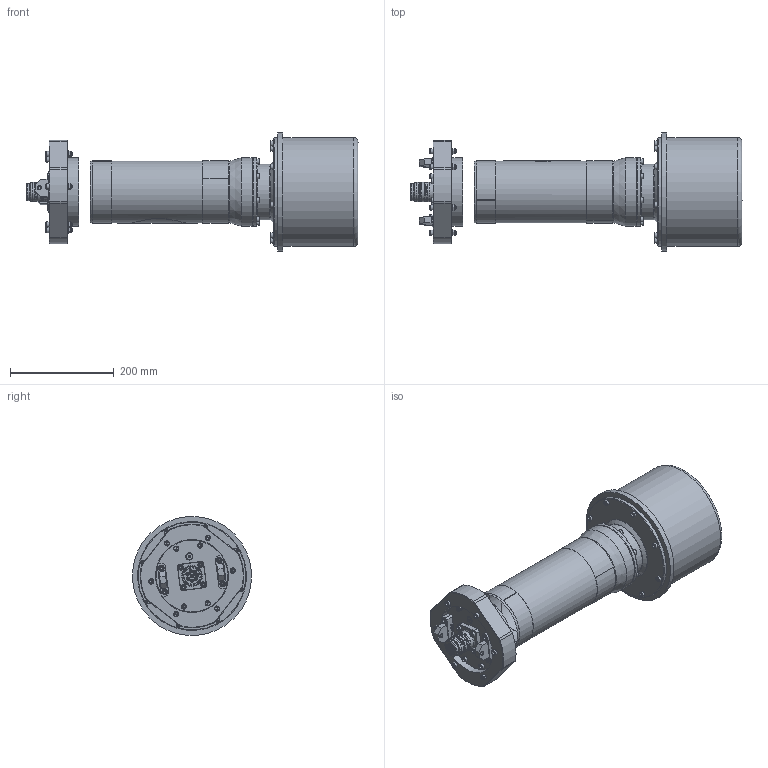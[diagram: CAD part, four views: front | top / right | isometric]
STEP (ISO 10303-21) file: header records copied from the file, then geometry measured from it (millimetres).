
FILE_DESCRIPTION(/* description */ (''),/* implementation_level */ '2;1');
FILE_NAME(/* name */ '8309-001-1356 - MF Dir Dunker.stp',/* time_stamp */ '2018-10-01T09:49:23+01:00',/* author */ ('ctd'),/* organization */ (''),/* preprocessor_version */ 'ST-DEVELOPER v17',/* originating_system */ 'Autodesk Inventor 2018',/* authorisation */ '');
FILE_SCHEMA (('AUTOMOTIVE_DESIGN { 1 0 10303 214 3 1 1 }'));
Products named in the file (1): 8309-001-1356 - MF Dir Dunker
Bounding box: 640.88 x 229.16 x 229.16 mm (x, y, z)
Volume: 10798892 mm3; surface area: 584301.8 mm2
Topology: 1 solids, 1 shells, 2284 faces, 6311 edges, 4234 vertices
Faces by surface type: plane 1316, bspline 534, cylinder 204, cone 133, torus 89, sphere 8
Full cylindrical faces by diameter (mm): 2.3 x8, 3.242 x1, 5.5 x7, 6 x12, 6.25 x7, 6.3 x2, 6.5 x1, 7.5 x1, 8.382 x1, 8.88 x6, 8.89 x1, 9.71 x1, 10 x34, 11 x4, 12 x6, 12.65 x1, 12.7 x1, 30 x1, 33 x1, 36.5 x1, 107 x1, 114 x1, 120 x1, 124.5 x1, 125 x1, 132 x4, 141 x1, 170 x1, 172 x1, 210 x2
Entity records: 83345 total; most frequent: CARTESIAN_POINT 25956, ORIENTED_EDGE 12540, DIRECTION 9633, EDGE_CURVE 6270, VERTEX_POINT 4234, LINE 3625, VECTOR 3625, AXIS2_PLACEMENT_3D 3004
